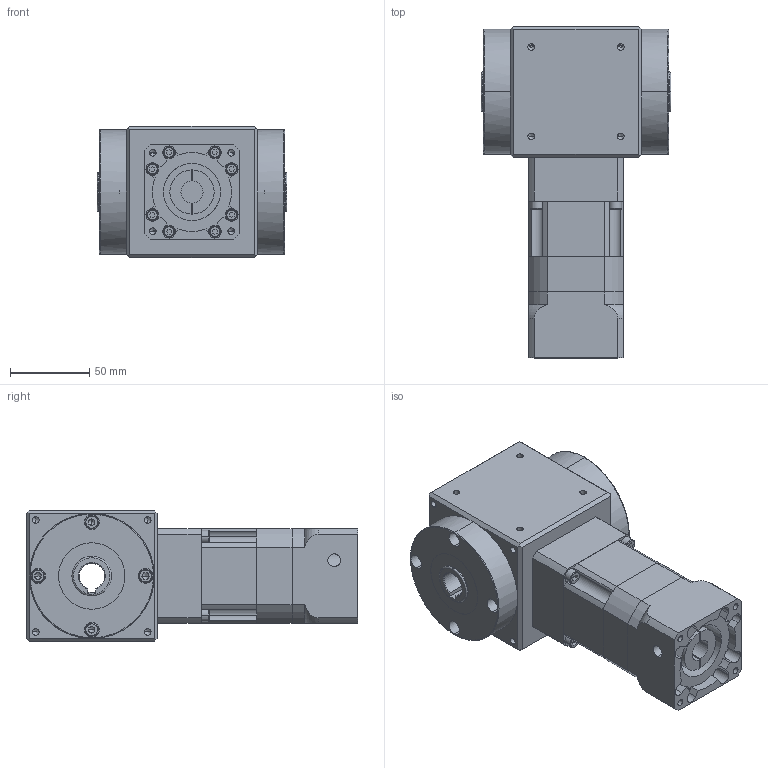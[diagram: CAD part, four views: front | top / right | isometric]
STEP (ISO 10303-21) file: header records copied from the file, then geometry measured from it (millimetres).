
FILE_DESCRIPTION (( 'STEP AP214' ), '1' );
FILE_NAME ('RAM060-L2-XX-H-14-50-70-M5_2019.STEP', '2019-04-09T02:31:27', ( 'Y' ), ( 'NCU' ), 'SwSTEP 2.0', 'SolidWorks 2016', '' );
FILE_SCHEMA (( 'AUTOMOTIVE_DESIGN' ));
Length unit declared in the file: millimetre
Products named in the file (1): RAM060-L2-XX-H-14-50-70-M5_2019
Bounding box: 120 x 209.7 x 83 mm (x, y, z)
Volume: 1095899.7 mm3; surface area: 139127.9 mm2
Topology: 5 solids, 13 shells, 682 faces, 1674 edges, 1045 vertices
Faces by surface type: plane 324, cylinder 235, cone 95, bspline 24, torus 4
Entity records: 21984 total; most frequent: CARTESIAN_POINT 4494, DIRECTION 3449, ORIENTED_EDGE 3236, EDGE_CURVE 1618, AXIS2_PLACEMENT_3D 1272, VERTEX_POINT 1045, VECTOR 905, LINE 905
